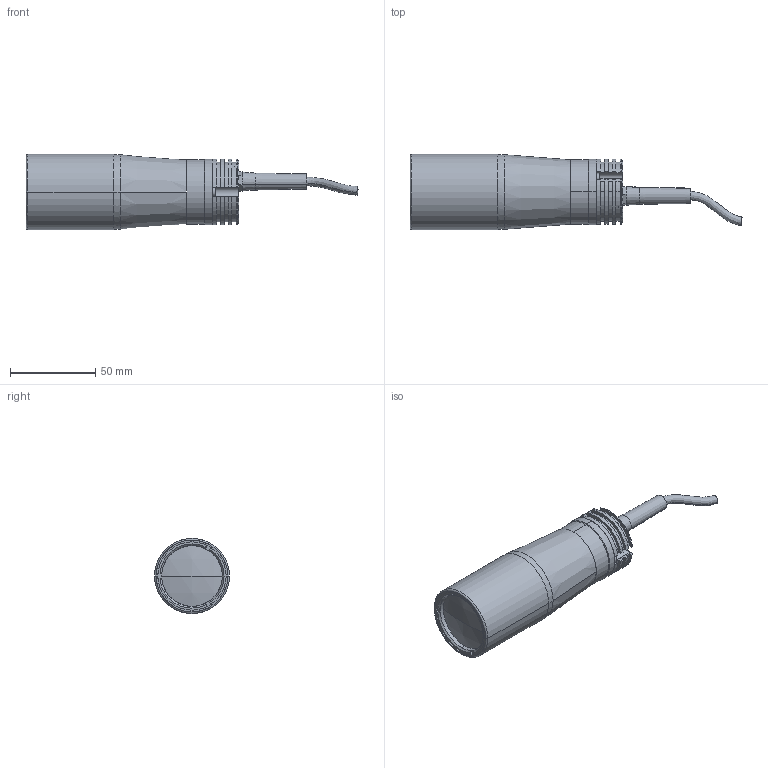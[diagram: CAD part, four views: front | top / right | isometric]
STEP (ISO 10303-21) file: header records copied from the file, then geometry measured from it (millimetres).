
FILE_DESCRIPTION (( 'STEP AP214' ), '1' );
FILE_NAME ('LTCLHP024.STEP', '2014-02-20T14:45:30', ( '' ), ( '' ), 'SwSTEP 2.0', 'SolidWorks 2013', '' );
FILE_SCHEMA (( 'AUTOMOTIVE_DESIGN' ));
Length unit declared in the file: millimetre
Products named in the file (1): LTCLHP024
Bounding box: 194.63 x 44 x 44 mm (x, y, z)
Surface area: 24861.2 mm2 (no closed solid volume)
Topology: 0 solids, 20 shells, 191 faces, 562 edges, 390 vertices
Faces by surface type: plane 94, cylinder 59, cone 18, torus 16, sphere 2, bspline 2
Entity records: 8659 total; most frequent: CARTESIAN_POINT 1334, DIRECTION 1170, ORIENTED_EDGE 942, EDGE_CURVE 560, AXIS2_PLACEMENT_3D 434, VERTEX_POINT 390, LINE 302, VECTOR 302
